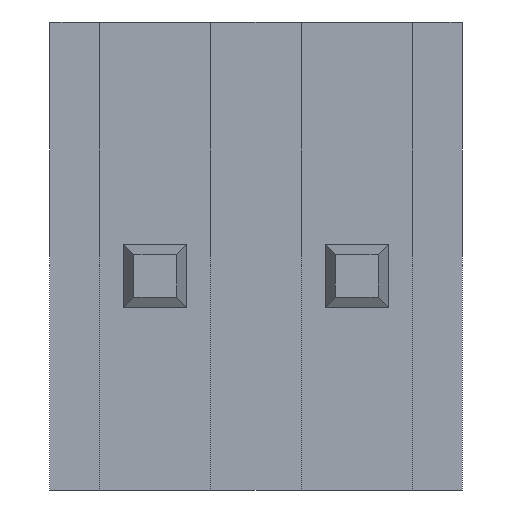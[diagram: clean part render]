
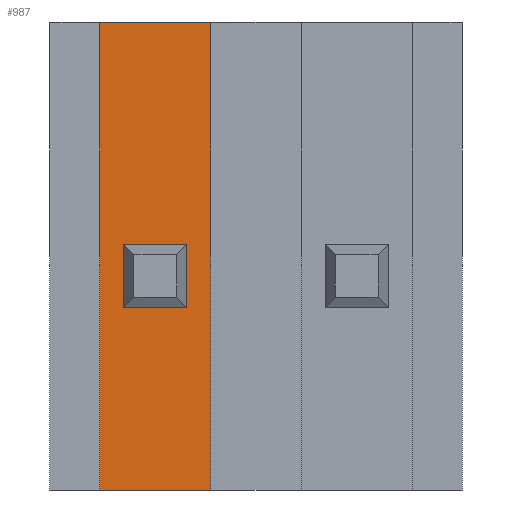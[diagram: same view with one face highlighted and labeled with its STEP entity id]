
A CAD part, front view. The second image highlights one B-rep face of the part: STEP entity #987.
In plain terms, the highlighted planar face has unit normal (0, -1, 0).
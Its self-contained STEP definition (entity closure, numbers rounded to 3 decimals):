
#24 = LINE ( 'NONE', #1367, #3974 ) ;
#54 = CARTESIAN_POINT ( 'NONE',  ( -0.87, 0.8, -0.4 ) ) ;
#59 = CARTESIAN_POINT ( 'NONE',  ( 0., 0.8, 0. ) ) ;
#94 = LINE ( 'NONE', #2745, #4011 ) ;
#313 = LINE ( 'NONE', #3288, #2087 ) ;
#338 = DIRECTION ( 'NONE',  ( -1., 0., 0. ) ) ;
#362 = ORIENTED_EDGE ( 'NONE', *, *, #375, .T. ) ;
#375 = EDGE_CURVE ( 'NONE', #3463, #2040, #2260, .T. ) ;
#382 = EDGE_CURVE ( 'NONE', #1110, #3015, #610, .T. ) ;
#458 = VERTEX_POINT ( 'NONE', #54 ) ;
#467 = DIRECTION ( 'NONE',  ( 0., 0., 1. ) ) ;
#553 = ORIENTED_EDGE ( 'NONE', *, *, #1173, .T. ) ;
#563 = VERTEX_POINT ( 'NONE', #3278 ) ;
#568 = LINE ( 'NONE', #1574, #3692 ) ;
#610 = LINE ( 'NONE', #1944, #3419 ) ;
#819 = CARTESIAN_POINT ( 'NONE',  ( -0.57, 0.8, -2.7 ) ) ;
#863 = CARTESIAN_POINT ( 'NONE',  ( -0.57, 0.8, 3.2 ) ) ;
#982 = CARTESIAN_POINT ( 'NONE',  ( -1.67, 0.8, -0.4 ) ) ;
#986 = PLANE ( 'NONE',  #3604 ) ;
#987 = ADVANCED_FACE ( 'NONE', ( #1600, #2310 ), #986, .T. ) ;
#1110 = VERTEX_POINT ( 'NONE', #3928 ) ;
#1173 = EDGE_CURVE ( 'NONE', #3015, #4312, #1728, .T. ) ;
#1367 = CARTESIAN_POINT ( 'NONE',  ( -1.97, 0.8, 3.2 ) ) ;
#1574 = CARTESIAN_POINT ( 'NONE',  ( -0.87, 0.8, -0.4 ) ) ;
#1600 = FACE_BOUND ( 'NONE', #3804, .T. ) ;
#1697 = DIRECTION ( 'NONE',  ( 0., -1., 0. ) ) ;
#1728 = LINE ( 'NONE', #3395, #2698 ) ;
#1944 = CARTESIAN_POINT ( 'NONE',  ( -1.97, 0.8, -2.7 ) ) ;
#1957 = CARTESIAN_POINT ( 'NONE',  ( -0.87, 0.8, 0.4 ) ) ;
#1983 = EDGE_CURVE ( 'NONE', #2920, #458, #568, .T. ) ;
#2009 = DIRECTION ( 'NONE',  ( 1., 0., 0. ) ) ;
#2040 = VERTEX_POINT ( 'NONE', #3078 ) ;
#2087 = VECTOR ( 'NONE', #338, 1000. ) ;
#2092 = DIRECTION ( 'NONE',  ( 1., 0., 0. ) ) ;
#2148 = ORIENTED_EDGE ( 'NONE', *, *, #382, .T. ) ;
#2203 = EDGE_CURVE ( 'NONE', #4312, #563, #24, .T. ) ;
#2253 = ORIENTED_EDGE ( 'NONE', *, *, #2203, .T. ) ;
#2260 = LINE ( 'NONE', #3578, #4129 ) ;
#2275 = ORIENTED_EDGE ( 'NONE', *, *, #3666, .T. ) ;
#2310 = FACE_OUTER_BOUND ( 'NONE', #3166, .T. ) ;
#2698 = VECTOR ( 'NONE', #467, 1000. ) ;
#2726 = LINE ( 'NONE', #4106, #4060 ) ;
#2745 = CARTESIAN_POINT ( 'NONE',  ( -1.97, 0.8, 3.2 ) ) ;
#2850 = ORIENTED_EDGE ( 'NONE', *, *, #4095, .T. ) ;
#2908 = DIRECTION ( 'NONE',  ( 0., 0., -1. ) ) ;
#2920 = VERTEX_POINT ( 'NONE', #1957 ) ;
#3015 = VERTEX_POINT ( 'NONE', #819 ) ;
#3016 = DIRECTION ( 'NONE',  ( 0., 0., -1. ) ) ;
#3078 = CARTESIAN_POINT ( 'NONE',  ( -1.67, 0.8, 0.4 ) ) ;
#3097 = DIRECTION ( 'NONE',  ( 0., 0., -1. ) ) ;
#3157 = EDGE_CURVE ( 'NONE', #458, #3463, #313, .T. ) ;
#3166 = EDGE_LOOP ( 'NONE', ( #2850, #2148, #553, #2253 ) ) ;
#3278 = CARTESIAN_POINT ( 'NONE',  ( -1.97, 0.8, 3.2 ) ) ;
#3288 = CARTESIAN_POINT ( 'NONE',  ( -1.67, 0.8, -0.4 ) ) ;
#3295 = DIRECTION ( 'NONE',  ( -1., 0., 0. ) ) ;
#3395 = CARTESIAN_POINT ( 'NONE',  ( -0.57, 0.8, 3.2 ) ) ;
#3419 = VECTOR ( 'NONE', #2009, 1000. ) ;
#3463 = VERTEX_POINT ( 'NONE', #982 ) ;
#3578 = CARTESIAN_POINT ( 'NONE',  ( -1.67, 0.8, -0.4 ) ) ;
#3601 = DIRECTION ( 'NONE',  ( 0., 0., 1. ) ) ;
#3604 = AXIS2_PLACEMENT_3D ( 'NONE', #59, #1697, #3016 ) ;
#3666 = EDGE_CURVE ( 'NONE', #2040, #2920, #2726, .T. ) ;
#3692 = VECTOR ( 'NONE', #2908, 1000. ) ;
#3726 = ORIENTED_EDGE ( 'NONE', *, *, #3157, .T. ) ;
#3804 = EDGE_LOOP ( 'NONE', ( #362, #2275, #4016, #3726 ) ) ;
#3928 = CARTESIAN_POINT ( 'NONE',  ( -1.97, 0.8, -2.7 ) ) ;
#3974 = VECTOR ( 'NONE', #3295, 1000. ) ;
#4011 = VECTOR ( 'NONE', #3097, 1000. ) ;
#4016 = ORIENTED_EDGE ( 'NONE', *, *, #1983, .T. ) ;
#4060 = VECTOR ( 'NONE', #2092, 1000. ) ;
#4095 = EDGE_CURVE ( 'NONE', #563, #1110, #94, .T. ) ;
#4106 = CARTESIAN_POINT ( 'NONE',  ( -1.67, 0.8, 0.4 ) ) ;
#4129 = VECTOR ( 'NONE', #3601, 1000. ) ;
#4312 = VERTEX_POINT ( 'NONE', #863 ) ;
